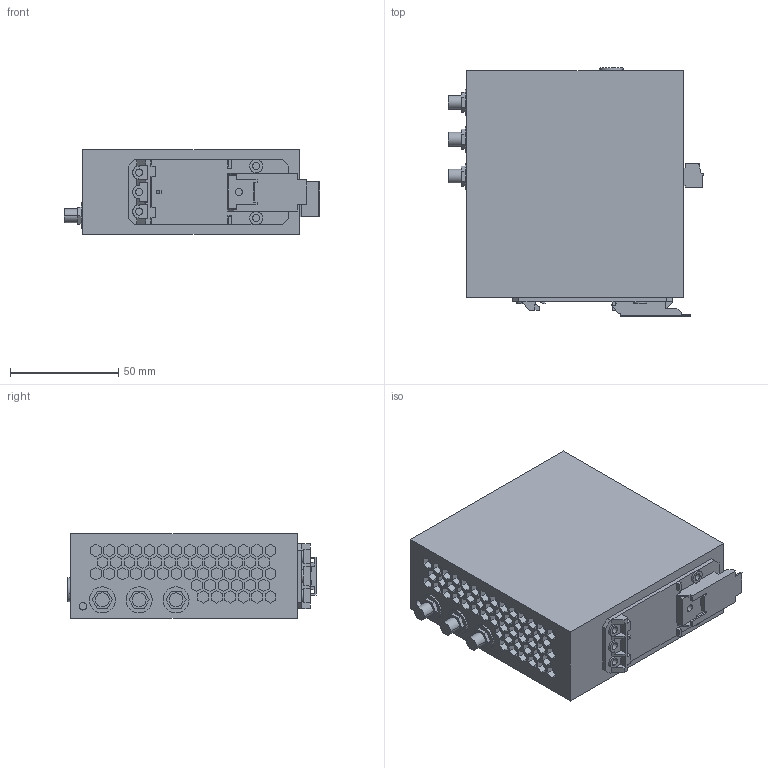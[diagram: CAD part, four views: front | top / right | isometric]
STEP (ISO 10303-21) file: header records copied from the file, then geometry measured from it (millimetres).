
FILE_DESCRIPTION(('SolidDesigner STEP Export'),'2;1');
FILE_NAME('2701093_FL_WLAN_5101-select.stp','2013-06-26T11:12:49',(''),(''),'Creo Elements/Direct Modeling STEP processor for AP214 (Solid Model)','Creo Elements/Direct Modeling 18.1 06-May-2012 (C) Parametric Technology GmbH','');
FILE_SCHEMA(('AUTOMOTIVE_DESIGN { 1 0 10303 214 1 1 1 1 }'));
Length unit declared in the file: millimetre
Products named in the file (2): 2701093_FL_WLAN_5101-select
Assembly tree (1 placements, depth 2):
  2701093_FL_WLAN_5101-select
    2701093_FL_WLAN_5101-select
Bounding box: 117.93 x 114.45 x 39 mm (x, y, z)
Volume: 410479.3 mm3; surface area: 46697.6 mm2
Topology: 1 solids, 1 shells, 991 faces, 2597 edges, 1731 vertices
Faces by surface type: plane 909, cylinder 66, cone 15, sphere 1
Entity records: 32192 total; most frequent: CARTESIAN_POINT 5514, ORIENTED_EDGE 5194, DIRECTION 4550, EDGE_CURVE 2597, VECTOR 2374, LINE 2374, VERTEX_POINT 1731, EDGE_LOOP 1124
